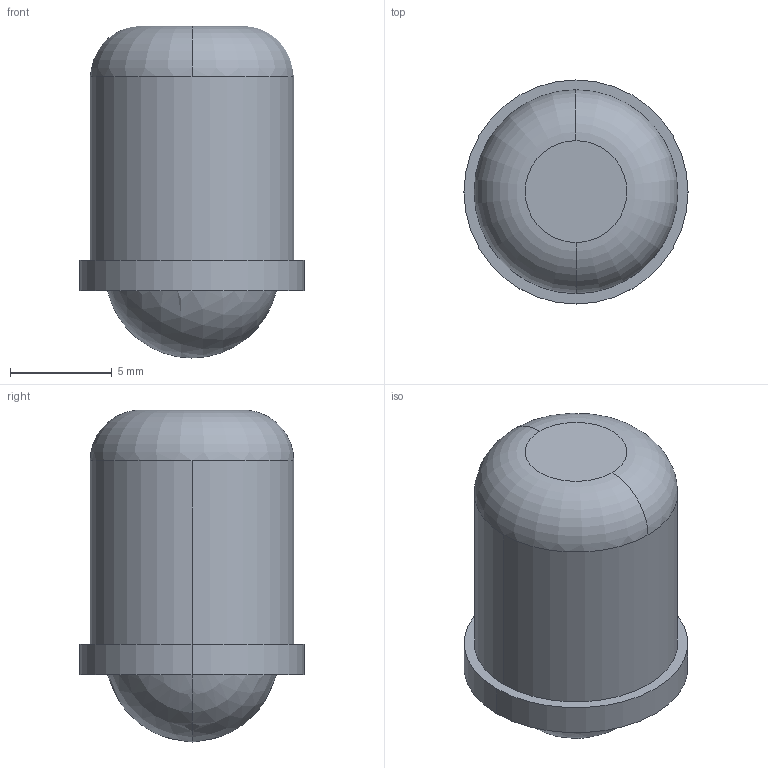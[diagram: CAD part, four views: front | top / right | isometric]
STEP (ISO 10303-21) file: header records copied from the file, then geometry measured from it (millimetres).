
FILE_DESCRIPTION(('STEP AP214'),'1');
FILE_NAME('HALDERN_EH_22080_0010.stp','2018-01-15T14:52:41',('TraceParts'),('TraceParts S.A.'),'Spatial InterOp 3D',' ',' ');
FILE_SCHEMA(('automotive_design'));
Length unit declared in the file: millimetre
Products named in the file (1): 1
Bounding box: 11 x 11 x 16.3 mm (x, y, z)
Volume: 723.5 mm3; surface area: 1056.2 mm2
Topology: 1 solids, 2 shells, 21 faces, 49 edges, 27 vertices
Faces by surface type: cylinder 8, sphere 6, plane 5, torus 2
Entity records: 742 total; most frequent: DIRECTION 118, CARTESIAN_POINT 90, ORIENTED_EDGE 82, AXIS2_PLACEMENT_3D 55, EDGE_CURVE 41, CIRCLE 33, VERTEX_POINT 27, EDGE_LOOP 24
